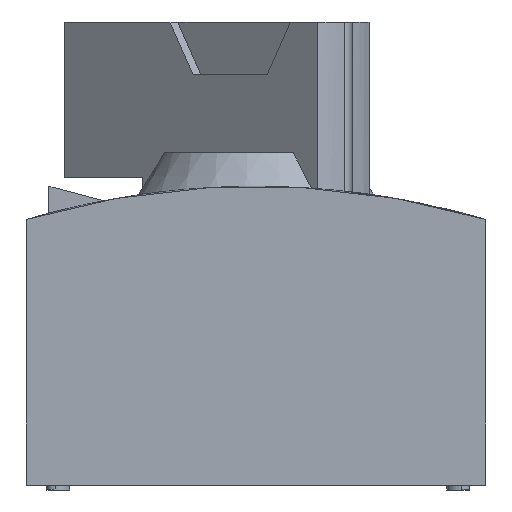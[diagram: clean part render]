
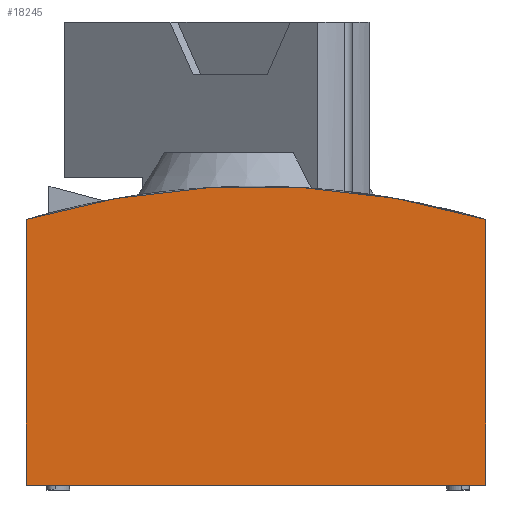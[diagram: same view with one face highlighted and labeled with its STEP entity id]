
A CAD part, left-side view. The second image highlights one B-rep face of the part: STEP entity #18245.
In plain terms, the highlighted planar face has unit normal (-1, 0, 0).
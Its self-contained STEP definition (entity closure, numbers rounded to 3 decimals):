
#84=DIRECTION('',(0.,0.,1.));
#85=VECTOR('',#84,65.977);
#86=CARTESIAN_POINT('',(0.,0.,1.2));
#87=LINE('',#86,#85);
#7146=DIRECTION('',(0.,-1.,0.));
#7147=VECTOR('',#7146,113.992);
#7148=CARTESIAN_POINT('',(0.,113.992,1.2));
#7149=LINE('',#7148,#7147);
#7153=DIRECTION('',(0.,0.,1.));
#7154=VECTOR('',#7153,65.977);
#7155=CARTESIAN_POINT('',(0.,113.992,1.2));
#7156=LINE('',#7155,#7154);
#7160=CARTESIAN_POINT('',(0.,56.996,-125.886));
#7161=DIRECTION('',(-1.,0.,0.));
#7162=DIRECTION('',(0.,-0.283,0.959));
#7163=AXIS2_PLACEMENT_3D('',#7160,#7161,#7162);
#10493=CARTESIAN_POINT('',(0.,0.,67.177));
#10495=VERTEX_POINT('',#10493);
#10498=CARTESIAN_POINT('',(0.,113.992,67.177));
#10499=VERTEX_POINT('',#10498);
#10721=CARTESIAN_POINT('',(0.,0.,1.2));
#10723=VERTEX_POINT('',#10721);
#10726=CARTESIAN_POINT('',(0.,113.992,1.2));
#10728=VERTEX_POINT('',#10726);
#18233=CARTESIAN_POINT('',(0.,113.992,0.));
#18234=DIRECTION('',(-1.,0.,0.));
#18235=DIRECTION('',(0.,-1.,0.));
#18236=AXIS2_PLACEMENT_3D('',#18233,#18234,#18235);
#18237=PLANE('',#18236);
#18238=ORIENTED_EDGE('',*,*,#12344,.F.);
#18240=ORIENTED_EDGE('',*,*,#18239,.T.);
#18241=ORIENTED_EDGE('',*,*,#18150,.F.);
#18242=ORIENTED_EDGE('',*,*,#12314,.F.);
#18243=EDGE_LOOP('',(#18238,#18240,#18241,#18242));
#18244=FACE_OUTER_BOUND('',#18243,.F.);
#7164=CIRCLE('',#7163,201.3);
#12314=EDGE_CURVE('',#10723,#10495,#87,.T.);
#12344=EDGE_CURVE('',#10728,#10723,#7149,.T.);
#18150=EDGE_CURVE('',#10495,#10499,#7164,.T.);
#18239=EDGE_CURVE('',#10728,#10499,#7156,.T.);
#18245=ADVANCED_FACE('',(#18244),#18237,.T.);
